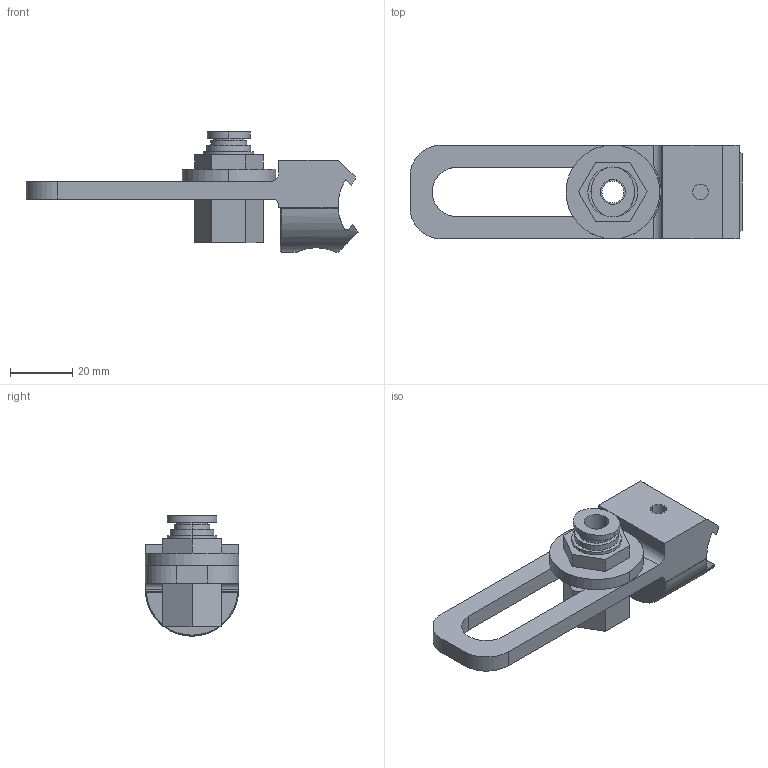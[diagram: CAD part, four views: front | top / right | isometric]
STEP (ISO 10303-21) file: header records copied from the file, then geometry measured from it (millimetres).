
FILE_DESCRIPTION (( 'STEP AP203' ), '1' );
FILE_NAME ('10.01.49.00036.step', '2022-11-07T19:15:49', ( '' ), ( '' ), 'SwSTEP 2.0', 'SolidWorks 2021', '' );
FILE_SCHEMA (( 'CONFIG_CONTROL_DESIGN' ));
Length unit declared in the file: millimetre
Products named in the file (1): 10.01.49.00036
Bounding box: 106.4 x 30 x 38.5 mm (x, y, z)
Volume: 31409.1 mm3; surface area: 16633.8 mm2
Topology: 5 solids, 5 shells, 111 faces, 261 edges, 174 vertices
Faces by surface type: plane 58, cylinder 49, bspline 2, cone 2
Entity records: 3769 total; most frequent: CARTESIAN_POINT 1078, DIRECTION 554, ORIENTED_EDGE 522, EDGE_CURVE 261, AXIS2_PLACEMENT_3D 201, VERTEX_POINT 174, LINE 152, VECTOR 152
